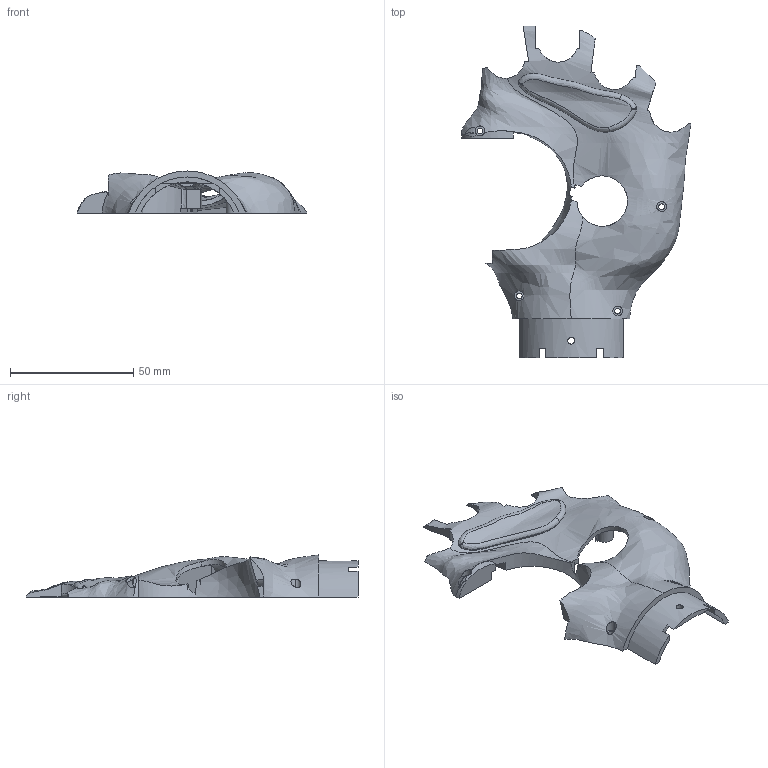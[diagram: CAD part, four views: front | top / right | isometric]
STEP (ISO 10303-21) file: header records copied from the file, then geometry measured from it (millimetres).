
FILE_DESCRIPTION (( 'STEP AP214' ), '1' );
FILE_NAME ('Ventral Palm2.0 L.STEP', '2018-02-05T19:49:29', ( '' ), ( '' ), 'SwSTEP 2.0', 'SolidWorks 2016', '' );
FILE_SCHEMA (( 'AUTOMOTIVE_DESIGN' ));
Length unit declared in the file: millimetre
Products named in the file (1): Ventral Palm2.0 L
Bounding box: 93.21 x 134.73 x 17.07 mm (x, y, z)
Volume: 23337 mm3; surface area: 18990 mm2
Topology: 1 solids, 1 shells, 193 faces, 540 edges, 355 vertices
Faces by surface type: bspline 86, plane 69, cylinder 38
Entity records: 34712 total; most frequent: CARTESIAN_POINT 28356, ORIENTED_EDGE 1078, DIRECTION 557, EDGE_CURVE 539, VERTEX_POINT 355, B_SPLINE_CURVE_WITH_KNOTS 278, EDGE_LOOP 212, UNCERTAINTY_MEASURE_WITH_UNIT 196
